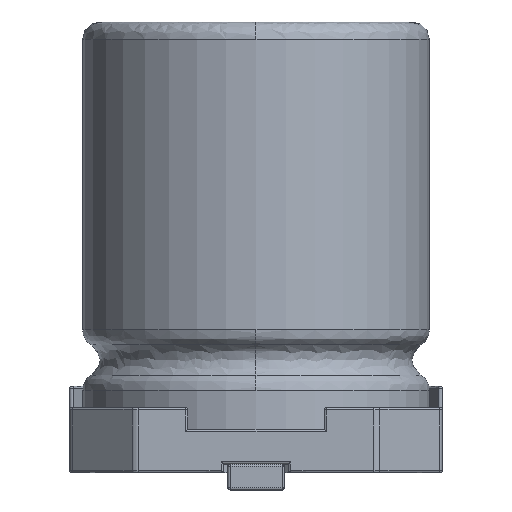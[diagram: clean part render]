
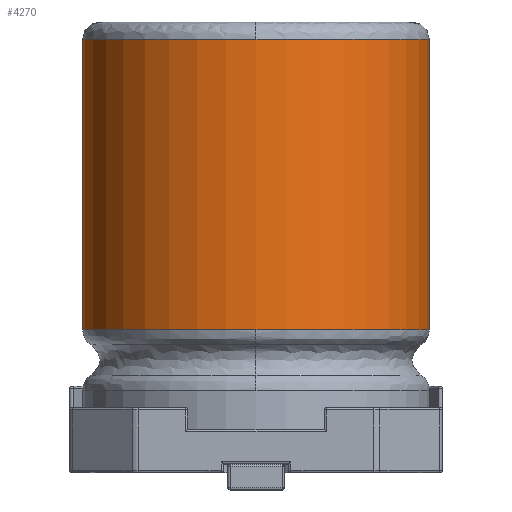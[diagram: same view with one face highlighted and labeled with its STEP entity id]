
A CAD part, left-side view. The second image highlights one B-rep face of the part: STEP entity #4270.
In plain terms, the highlighted cylindrical face has radius 2 mm (diameter 4 mm), a partial arc.
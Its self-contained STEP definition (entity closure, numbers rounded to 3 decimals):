
#3809 = VERTEX_POINT('',#3810);
#3810 = CARTESIAN_POINT('',(0.,-2.,1.846));
#3817 = EDGE_CURVE('',#3818,#3809,#3820,.T.);
#3818 = VERTEX_POINT('',#3819);
#3819 = CARTESIAN_POINT('',(-2.,0.,1.846));
#3820 = CIRCLE('',#3821,2.);
#3821 = AXIS2_PLACEMENT_3D('',#3822,#3823,#3824);
#3822 = CARTESIAN_POINT('',(0.,0.,
    1.846));
#3823 = DIRECTION('',(0.,0.,1.));
#3824 = DIRECTION('',(0.,1.,0.));
#3855 = VERTEX_POINT('',#3856);
#3856 = CARTESIAN_POINT('',(0.,2.,1.846));
#3866 = EDGE_CURVE('',#3855,#3818,#3867,.T.);
#3867 = CIRCLE('',#3868,2.);
#3868 = AXIS2_PLACEMENT_3D('',#3869,#3870,#3871);
#3869 = CARTESIAN_POINT('',(0.,0.,
    1.846));
#3870 = DIRECTION('',(0.,0.,1.));
#3871 = DIRECTION('',(0.,1.,0.));
#4232 = EDGE_CURVE('',#3809,#4233,#4235,.T.);
#4233 = VERTEX_POINT('',#4234);
#4234 = CARTESIAN_POINT('',(0.,-2.,5.2));
#4235 = LINE('',#4236,#4237);
#4236 = CARTESIAN_POINT('',(0.,-2.,0.7));
#4237 = VECTOR('',#4238,1.);
#4238 = DIRECTION('',(0.,0.,1.));
#4242 = EDGE_CURVE('',#3855,#4243,#4245,.T.);
#4243 = VERTEX_POINT('',#4244);
#4244 = CARTESIAN_POINT('',(0.,2.,5.2));
#4245 = LINE('',#4246,#4247);
#4246 = CARTESIAN_POINT('',(0.,2.,0.7));
#4247 = VECTOR('',#4248,1.);
#4248 = DIRECTION('',(0.,0.,1.));
#4270 = ADVANCED_FACE('',(#4271),#4293,.T.);
#4271 = FACE_BOUND('',#4272,.T.);
#4272 = EDGE_LOOP('',(#4273,#4274,#4275,#4276,#4285,#4292));
#4273 = ORIENTED_EDGE('',*,*,#3866,.T.);
#4274 = ORIENTED_EDGE('',*,*,#3817,.T.);
#4275 = ORIENTED_EDGE('',*,*,#4232,.T.);
#4276 = ORIENTED_EDGE('',*,*,#4277,.T.);
#4277 = EDGE_CURVE('',#4233,#4278,#4280,.T.);
#4278 = VERTEX_POINT('',#4279);
#4279 = CARTESIAN_POINT('',(-2.,0.,5.2));
#4280 = CIRCLE('',#4281,2.);
#4281 = AXIS2_PLACEMENT_3D('',#4282,#4283,#4284);
#4282 = CARTESIAN_POINT('',(0.,0.,5.2)
  );
#4283 = DIRECTION('',(0.,0.,-1.));
#4284 = DIRECTION('',(0.,1.,0.));
#4285 = ORIENTED_EDGE('',*,*,#4286,.T.);
#4286 = EDGE_CURVE('',#4278,#4243,#4287,.T.);
#4287 = CIRCLE('',#4288,2.);
#4288 = AXIS2_PLACEMENT_3D('',#4289,#4290,#4291);
#4289 = CARTESIAN_POINT('',(0.,0.,5.2)
  );
#4290 = DIRECTION('',(0.,0.,-1.));
#4291 = DIRECTION('',(0.,1.,0.));
#4292 = ORIENTED_EDGE('',*,*,#4242,.F.);
#4293 = CYLINDRICAL_SURFACE('',#4294,2.);
#4294 = AXIS2_PLACEMENT_3D('',#4295,#4296,#4297);
#4295 = CARTESIAN_POINT('',(0.,0.,0.7)
  );
#4296 = DIRECTION('',(0.,0.,1.));
#4297 = DIRECTION('',(0.,1.,0.));
